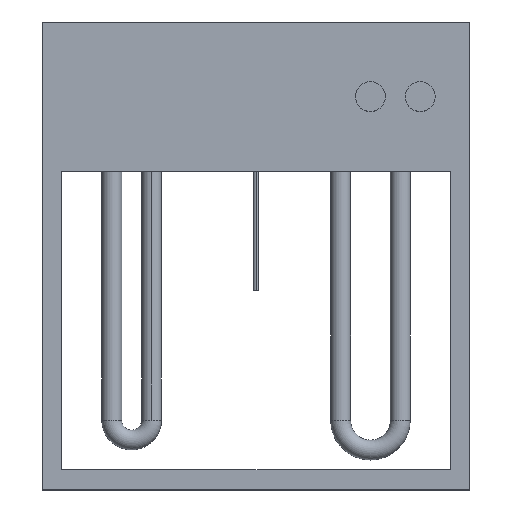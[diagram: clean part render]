
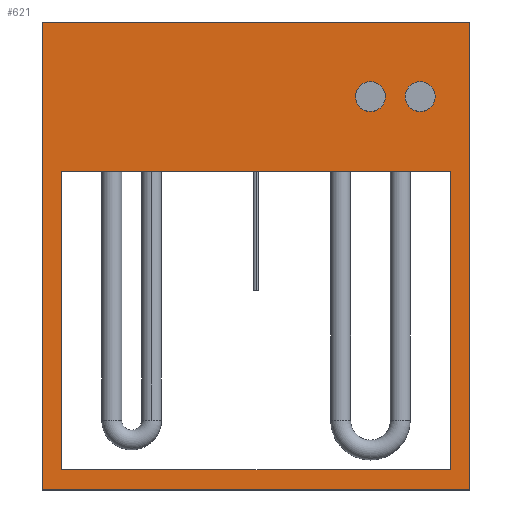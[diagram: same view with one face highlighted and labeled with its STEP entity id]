
A CAD part, top view. The second image highlights one B-rep face of the part: STEP entity #621.
In plain terms, the highlighted planar face has unit normal (0, 0, 1).
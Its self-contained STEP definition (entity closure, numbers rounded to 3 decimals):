
#13 = DIRECTION ( 'NONE',  ( 1., 0., 0. ) ) ;
#16 = VERTEX_POINT ( 'NONE', #627 ) ;
#24 = CARTESIAN_POINT ( 'NONE',  ( 195., 85., 160. ) ) ;
#28 = EDGE_CURVE ( 'NONE', #905, #415, #912, .T. ) ;
#32 = LINE ( 'NONE', #902, #420 ) ;
#38 = CARTESIAN_POINT ( 'NONE',  ( 100., 160., 160. ) ) ;
#55 = VERTEX_POINT ( 'NONE', #829 ) ;
#66 = ORIENTED_EDGE ( 'NONE', *, *, #123, .F. ) ;
#79 = CARTESIAN_POINT ( 'NONE',  ( 0., 0., 160. ) ) ;
#81 = LINE ( 'NONE', #740, #725 ) ;
#83 = DIRECTION ( 'NONE',  ( 0., 0., 1. ) ) ;
#86 = ORIENTED_EDGE ( 'NONE', *, *, #633, .F. ) ;
#99 = DIRECTION ( 'NONE',  ( 0., 0., 1. ) ) ;
#101 = FACE_OUTER_BOUND ( 'NONE', #709, .T. ) ;
#106 = CARTESIAN_POINT ( 'NONE',  ( -195., -215., 160. ) ) ;
#110 = VECTOR ( 'NONE', #309, 1000. ) ;
#115 = DIRECTION ( 'NONE',  ( 0., -1., 0. ) ) ;
#117 = EDGE_CURVE ( 'NONE', #679, #254, #904, .T. ) ;
#123 = EDGE_CURVE ( 'NONE', #55, #547, #345, .T. ) ;
#141 = VERTEX_POINT ( 'NONE', #855 ) ;
#147 = CARTESIAN_POINT ( 'NONE',  ( 195., 85., 160. ) ) ;
#150 = AXIS2_PLACEMENT_3D ( 'NONE', #431, #282, #13 ) ;
#162 = CARTESIAN_POINT ( 'NONE',  ( -215., -235., 160. ) ) ;
#164 = ORIENTED_EDGE ( 'NONE', *, *, #554, .T. ) ;
#188 = DIRECTION ( 'NONE',  ( 0., -1., 0. ) ) ;
#202 = EDGE_CURVE ( 'NONE', #455, #16, #792, .T. ) ;
#213 = VECTOR ( 'NONE', #739, 1000. ) ;
#218 = DIRECTION ( 'NONE',  ( 1., 0., 0. ) ) ;
#220 = CARTESIAN_POINT ( 'NONE',  ( 215., -235., 160. ) ) ;
#234 = DIRECTION ( 'NONE',  ( -1., 0., 0. ) ) ;
#242 = LINE ( 'NONE', #24, #408 ) ;
#254 = VERTEX_POINT ( 'NONE', #220 ) ;
#274 = DIRECTION ( 'NONE',  ( 1., 0., 0. ) ) ;
#279 = VERTEX_POINT ( 'NONE', #147 ) ;
#282 = DIRECTION ( 'NONE',  ( 0., 0., 1. ) ) ;
#290 = EDGE_CURVE ( 'NONE', #16, #455, #713, .T. ) ;
#297 = ORIENTED_EDGE ( 'NONE', *, *, #558, .T. ) ;
#299 = EDGE_LOOP ( 'NONE', ( #297, #654, #337, #164 ) ) ;
#307 = DIRECTION ( 'NONE',  ( 0., -1., 0. ) ) ;
#309 = DIRECTION ( 'NONE',  ( 0., 1., 0. ) ) ;
#319 = CARTESIAN_POINT ( 'NONE',  ( -215., 235., 160. ) ) ;
#326 = CARTESIAN_POINT ( 'NONE',  ( -215., 235., 160. ) ) ;
#337 = ORIENTED_EDGE ( 'NONE', *, *, #802, .T. ) ;
#340 = EDGE_CURVE ( 'NONE', #415, #254, #81, .T. ) ;
#345 = CIRCLE ( 'NONE', #663, 15. ) ;
#366 = DIRECTION ( 'NONE',  ( 1., 0., 0. ) ) ;
#374 = ORIENTED_EDGE ( 'NONE', *, *, #396, .F. ) ;
#375 = CARTESIAN_POINT ( 'NONE',  ( -195., -215., 160. ) ) ;
#378 = CARTESIAN_POINT ( 'NONE',  ( 215., 235., 160. ) ) ;
#387 = DIRECTION ( 'NONE',  ( 1., 0., 0. ) ) ;
#392 = EDGE_LOOP ( 'NONE', ( #374, #66 ) ) ;
#396 = EDGE_CURVE ( 'NONE', #547, #55, #605, .T. ) ;
#407 = VERTEX_POINT ( 'NONE', #874 ) ;
#408 = VECTOR ( 'NONE', #752, 1000. ) ;
#410 = CARTESIAN_POINT ( 'NONE',  ( 165., 160., 160. ) ) ;
#415 = VERTEX_POINT ( 'NONE', #162 ) ;
#420 = VECTOR ( 'NONE', #307, 1000. ) ;
#431 = CARTESIAN_POINT ( 'NONE',  ( 165., 160., 160. ) ) ;
#433 = ORIENTED_EDGE ( 'NONE', *, *, #28, .T. ) ;
#443 = LINE ( 'NONE', #375, #110 ) ;
#446 = DIRECTION ( 'NONE',  ( 0., 0., 1. ) ) ;
#454 = CARTESIAN_POINT ( 'NONE',  ( 115., 160., 160. ) ) ;
#455 = VERTEX_POINT ( 'NONE', #600 ) ;
#459 = CARTESIAN_POINT ( 'NONE',  ( 195., -215., 160. ) ) ;
#491 = EDGE_CURVE ( 'NONE', #141, #743, #884, .T. ) ;
#495 = VECTOR ( 'NONE', #188, 1000. ) ;
#513 = CARTESIAN_POINT ( 'NONE',  ( -215., 235., 160. ) ) ;
#520 = FACE_BOUND ( 'NONE', #392, .T. ) ;
#545 = CARTESIAN_POINT ( 'NONE',  ( 215., 235., 160. ) ) ;
#547 = VERTEX_POINT ( 'NONE', #38 ) ;
#554 = EDGE_CURVE ( 'NONE', #407, #279, #242, .T. ) ;
#558 = EDGE_CURVE ( 'NONE', #279, #141, #32, .T. ) ;
#563 = AXIS2_PLACEMENT_3D ( 'NONE', #410, #643, #274 ) ;
#587 = DIRECTION ( 'NONE',  ( 1., 0., 0. ) ) ;
#600 = CARTESIAN_POINT ( 'NONE',  ( 180., 160., 160. ) ) ;
#605 = CIRCLE ( 'NONE', #908, 15. ) ;
#621 = ADVANCED_FACE ( 'Y�z2', ( #662, #520, #749, #101 ), #736, .T. ) ;
#627 = CARTESIAN_POINT ( 'NONE',  ( 150., 160., 160. ) ) ;
#633 = EDGE_CURVE ( 'Kenar2', #905, #679, #668, .T. ) ;
#643 = DIRECTION ( 'NONE',  ( 0., 0., 1. ) ) ;
#649 = ORIENTED_EDGE ( 'NONE', *, *, #290, .F. ) ;
#654 = ORIENTED_EDGE ( 'NONE', *, *, #491, .T. ) ;
#662 = FACE_BOUND ( 'NONE', #911, .T. ) ;
#663 = AXIS2_PLACEMENT_3D ( 'NONE', #454, #99, #387 ) ;
#666 = AXIS2_PLACEMENT_3D ( 'NONE', #79, #83, #366 ) ;
#667 = ORIENTED_EDGE ( 'NONE', *, *, #340, .T. ) ;
#668 = LINE ( 'NONE', #513, #213 ) ;
#679 = VERTEX_POINT ( 'NONE', #378 ) ;
#688 = ORIENTED_EDGE ( 'NONE', *, *, #202, .F. ) ;
#707 = ORIENTED_EDGE ( 'NONE', *, *, #117, .F. ) ;
#709 = EDGE_LOOP ( 'NONE', ( #433, #667, #707, #86 ) ) ;
#713 = CIRCLE ( 'NONE', #150, 15. ) ;
#725 = VECTOR ( 'NONE', #218, 1000. ) ;
#736 = PLANE ( 'NONE',  #666 ) ;
#739 = DIRECTION ( 'NONE',  ( 1., 0., 0. ) ) ;
#740 = CARTESIAN_POINT ( 'NONE',  ( -215., -235., 160. ) ) ;
#743 = VERTEX_POINT ( 'NONE', #106 ) ;
#749 = FACE_BOUND ( 'NONE', #299, .T. ) ;
#752 = DIRECTION ( 'NONE',  ( 1., 0., 0. ) ) ;
#792 = CIRCLE ( 'NONE', #563, 15. ) ;
#802 = EDGE_CURVE ( 'NONE', #743, #407, #443, .T. ) ;
#804 = VECTOR ( 'NONE', #115, 1000. ) ;
#829 = CARTESIAN_POINT ( 'NONE',  ( 130., 160., 160. ) ) ;
#855 = CARTESIAN_POINT ( 'NONE',  ( 195., -215., 160. ) ) ;
#860 = CARTESIAN_POINT ( 'NONE',  ( 115., 160., 160. ) ) ;
#874 = CARTESIAN_POINT ( 'NONE',  ( -195., 85., 160. ) ) ;
#884 = LINE ( 'NONE', #459, #920 ) ;
#902 = CARTESIAN_POINT ( 'NONE',  ( 195., -215., 160. ) ) ;
#904 = LINE ( 'NONE', #545, #495 ) ;
#905 = VERTEX_POINT ( 'NONE', #319 ) ;
#908 = AXIS2_PLACEMENT_3D ( 'NONE', #860, #446, #587 ) ;
#911 = EDGE_LOOP ( 'NONE', ( #649, #688 ) ) ;
#912 = LINE ( 'NONE', #326, #804 ) ;
#920 = VECTOR ( 'NONE', #234, 1000. ) ;
